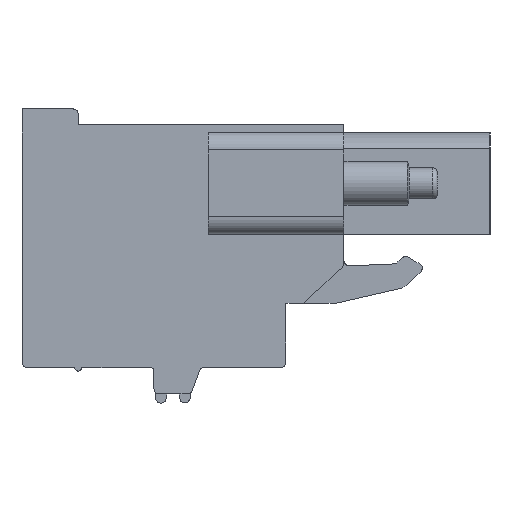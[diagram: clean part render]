
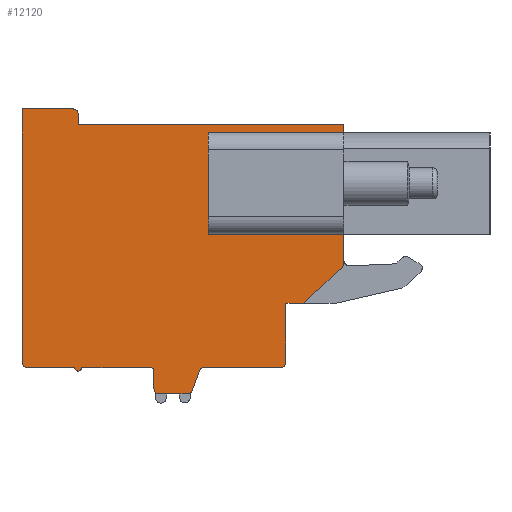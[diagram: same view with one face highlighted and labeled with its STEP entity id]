
A CAD part, left-side view. The second image highlights one B-rep face of the part: STEP entity #12120.
In plain terms, the highlighted planar face has unit normal (-1, 0, 0).
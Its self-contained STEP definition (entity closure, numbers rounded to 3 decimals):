
#2130=DIRECTION('',(0.,1.,0.));
#2131=VECTOR('',#2130,6.1);
#2132=CARTESIAN_POINT('',(-51.42,-4.06,0.73));
#2133=LINE('',#2132,#2131);
#2134=DIRECTION('',(0.,1.,0.));
#2135=VECTOR('',#2134,6.1);
#2136=CARTESIAN_POINT('',(-51.42,-4.06,6.53));
#2137=LINE('',#2136,#2135);
#2138=DIRECTION('',(0.,0.,-1.));
#2139=VECTOR('',#2138,7.87);
#2140=CARTESIAN_POINT('',(-51.42,-5.66,6.96));
#2141=LINE('',#2140,#2139);
#2142=CARTESIAN_POINT('',(-51.42,-5.36,-0.91));
#2143=DIRECTION('',(1.,0.,0.));
#2144=DIRECTION('',(0.,-1.,0.));
#2145=AXIS2_PLACEMENT_3D('',#2142,#2143,#2144);
#2147=DIRECTION('',(0.,0.731,-0.683));
#2148=VECTOR('',#2147,3.018);
#2149=CARTESIAN_POINT('',(-51.42,-5.565,-1.129));
#2150=LINE('',#2149,#2148);
#2151=DIRECTION('',(0.,1.,0.));
#2152=VECTOR('',#2151,1.);
#2153=CARTESIAN_POINT('',(-51.42,-3.36,-3.19));
#2154=LINE('',#2153,#2152);
#2155=DIRECTION('',(0.,0.,-1.));
#2156=VECTOR('',#2155,3.35);
#2157=CARTESIAN_POINT('',(-51.42,-2.36,-3.19));
#2158=LINE('',#2157,#2156);
#2159=CARTESIAN_POINT('',(-51.42,-2.06,-6.54));
#2160=DIRECTION('',(1.,0.,0.));
#2161=DIRECTION('',(0.,-1.,0.));
#2162=AXIS2_PLACEMENT_3D('',#2159,#2160,#2161);
#2164=DIRECTION('',(0.,1.,0.));
#2165=VECTOR('',#2164,4.34);
#2166=CARTESIAN_POINT('',(-51.42,-2.06,-6.84));
#2167=LINE('',#2166,#2165);
#2168=CARTESIAN_POINT('',(-51.42,2.28,-7.14));
#2169=DIRECTION('',(-1.,0.,0.));
#2170=DIRECTION('',(0.,0.,1.));
#2171=AXIS2_PLACEMENT_3D('',#2168,#2169,#2170);
#2173=DIRECTION('',(0.,0.345,-0.939));
#2174=VECTOR('',#2173,1.179);
#2175=CARTESIAN_POINT('',(-51.42,2.562,-7.037));
#2176=LINE('',#2175,#2174);
#2177=CARTESIAN_POINT('',(-51.42,3.25,-8.04));
#2178=DIRECTION('',(1.,0.,0.));
#2179=DIRECTION('',(0.,-0.939,-0.345));
#2180=AXIS2_PLACEMENT_3D('',#2177,#2178,#2179);
#2182=DIRECTION('',(0.,1.,0.));
#2183=VECTOR('',#2182,1.59);
#2184=CARTESIAN_POINT('',(-51.42,3.25,-8.34));
#2185=LINE('',#2184,#2183);
#2186=CARTESIAN_POINT('',(-51.42,4.84,-8.04));
#2187=DIRECTION('',(1.,0.,0.));
#2188=DIRECTION('',(0.,0.,-1.));
#2189=AXIS2_PLACEMENT_3D('',#2186,#2187,#2188);
#2191=DIRECTION('',(0.,0.,1.));
#2192=VECTOR('',#2191,1.);
#2193=CARTESIAN_POINT('',(-51.42,5.14,-8.04));
#2194=LINE('',#2193,#2192);
#2195=CARTESIAN_POINT('',(-51.42,5.34,-7.04));
#2196=DIRECTION('',(-1.,0.,0.));
#2197=DIRECTION('',(0.,-1.,0.));
#2198=AXIS2_PLACEMENT_3D('',#2195,#2196,#2197);
#2200=DIRECTION('',(0.,1.,0.));
#2201=VECTOR('',#2200,3.9);
#2202=CARTESIAN_POINT('',(-51.42,5.34,-6.84));
#2203=LINE('',#2202,#2201);
#2204=CARTESIAN_POINT('',(-51.42,9.44,-6.84));
#2205=DIRECTION('',(1.,0.,0.));
#2206=DIRECTION('',(0.,-1.,0.));
#2207=AXIS2_PLACEMENT_3D('',#2204,#2205,#2206);
#2209=DIRECTION('',(0.,1.,0.));
#2210=VECTOR('',#2209,2.7);
#2211=CARTESIAN_POINT('',(-51.42,9.64,-6.84));
#2212=LINE('',#2211,#2210);
#2213=CARTESIAN_POINT('',(-51.42,12.34,-6.54));
#2214=DIRECTION('',(1.,0.,0.));
#2215=DIRECTION('',(0.,0.,-1.));
#2216=AXIS2_PLACEMENT_3D('',#2213,#2214,#2215);
#2218=DIRECTION('',(0.,0.,1.));
#2219=VECTOR('',#2218,14.4);
#2220=CARTESIAN_POINT('',(-51.42,12.64,-6.54));
#2221=LINE('',#2220,#2219);
#2222=DIRECTION('',(0.,-1.,0.));
#2223=VECTOR('',#2222,2.9);
#2224=CARTESIAN_POINT('',(-51.42,12.64,7.86));
#2225=LINE('',#2224,#2223);
#2226=CARTESIAN_POINT('',(-51.42,9.74,7.56));
#2227=DIRECTION('',(1.,0.,0.));
#2228=DIRECTION('',(0.,0.,1.));
#2229=AXIS2_PLACEMENT_3D('',#2226,#2227,#2228);
#2231=DIRECTION('',(0.,0.,-1.));
#2232=VECTOR('',#2231,0.6);
#2233=CARTESIAN_POINT('',(-51.42,9.44,7.56));
#2234=LINE('',#2233,#2232);
#2235=DIRECTION('',(0.,-1.,0.));
#2236=VECTOR('',#2235,15.1);
#2237=CARTESIAN_POINT('',(-51.42,9.44,6.96));
#2238=LINE('',#2237,#2236);
#2290=DIRECTION('',(0.,0.,1.));
#2291=VECTOR('',#2290,5.8);
#2292=CARTESIAN_POINT('',(-51.42,2.04,0.73));
#2293=LINE('',#2292,#2291);
#2395=DIRECTION('',(0.,0.,1.));
#2396=VECTOR('',#2395,5.8);
#2397=CARTESIAN_POINT('',(-51.42,-4.06,0.73));
#2398=LINE('',#2397,#2396);
#6993=CARTESIAN_POINT('',(-51.42,9.44,6.96));
#6994=CARTESIAN_POINT('',(-51.42,-5.66,6.96));
#6995=VERTEX_POINT('',#6993);
#6996=VERTEX_POINT('',#6994);
#6997=CARTESIAN_POINT('',(-51.42,-5.66,-0.91));
#6998=CARTESIAN_POINT('',(-51.42,-5.565,-1.129));
#6999=VERTEX_POINT('',#6997);
#7000=VERTEX_POINT('',#6998);
#7001=CARTESIAN_POINT('',(-51.42,-3.36,-3.19));
#7002=VERTEX_POINT('',#7001);
#7003=CARTESIAN_POINT('',(-51.42,-2.36,-3.19));
#7004=VERTEX_POINT('',#7003);
#7005=CARTESIAN_POINT('',(-51.42,-2.36,-6.54));
#7006=VERTEX_POINT('',#7005);
#7007=CARTESIAN_POINT('',(-51.42,-2.06,-6.84));
#7008=VERTEX_POINT('',#7007);
#7009=CARTESIAN_POINT('',(-51.42,2.28,-6.84));
#7010=VERTEX_POINT('',#7009);
#7011=CARTESIAN_POINT('',(-51.42,2.562,-7.037));
#7012=VERTEX_POINT('',#7011);
#7013=CARTESIAN_POINT('',(-51.42,2.968,-8.143));
#7014=VERTEX_POINT('',#7013);
#7015=CARTESIAN_POINT('',(-51.42,3.25,-8.34));
#7016=VERTEX_POINT('',#7015);
#7017=CARTESIAN_POINT('',(-51.42,4.84,-8.34));
#7018=VERTEX_POINT('',#7017);
#7019=CARTESIAN_POINT('',(-51.42,5.14,-8.04));
#7020=VERTEX_POINT('',#7019);
#7021=CARTESIAN_POINT('',(-51.42,5.14,-7.04));
#7022=VERTEX_POINT('',#7021);
#7023=CARTESIAN_POINT('',(-51.42,5.34,-6.84));
#7024=VERTEX_POINT('',#7023);
#7025=CARTESIAN_POINT('',(-51.42,9.24,-6.84));
#7026=VERTEX_POINT('',#7025);
#7027=CARTESIAN_POINT('',(-51.42,9.64,-6.84));
#7028=VERTEX_POINT('',#7027);
#7029=CARTESIAN_POINT('',(-51.42,12.34,-6.84));
#7030=VERTEX_POINT('',#7029);
#7031=CARTESIAN_POINT('',(-51.42,12.64,-6.54));
#7032=VERTEX_POINT('',#7031);
#7033=CARTESIAN_POINT('',(-51.42,12.64,7.86));
#7034=VERTEX_POINT('',#7033);
#7035=CARTESIAN_POINT('',(-51.42,9.74,7.86));
#7036=VERTEX_POINT('',#7035);
#7037=CARTESIAN_POINT('',(-51.42,9.44,7.56));
#7038=VERTEX_POINT('',#7037);
#8971=CARTESIAN_POINT('',(-51.42,2.04,0.73));
#8972=CARTESIAN_POINT('',(-51.42,2.04,6.53));
#8973=VERTEX_POINT('',#8971);
#8974=VERTEX_POINT('',#8972);
#9007=CARTESIAN_POINT('',(-51.42,-4.06,0.73));
#9008=CARTESIAN_POINT('',(-51.42,-4.06,6.53));
#9009=VERTEX_POINT('',#9007);
#9010=VERTEX_POINT('',#9008);
#12058=CARTESIAN_POINT('',(-51.42,0.,0.));
#12059=DIRECTION('',(1.,0.,0.));
#12060=DIRECTION('',(0.,-1.,0.));
#12061=AXIS2_PLACEMENT_3D('',#12058,#12059,#12060);
#12062=PLANE('',#12061);
#12063=ORIENTED_EDGE('',*,*,#9259,.T.);
#12065=ORIENTED_EDGE('',*,*,#12064,.T.);
#12067=ORIENTED_EDGE('',*,*,#12066,.T.);
#12069=ORIENTED_EDGE('',*,*,#12068,.T.);
#12071=ORIENTED_EDGE('',*,*,#12070,.T.);
#12073=ORIENTED_EDGE('',*,*,#12072,.T.);
#12075=ORIENTED_EDGE('',*,*,#12074,.T.);
#12077=ORIENTED_EDGE('',*,*,#12076,.T.);
#12079=ORIENTED_EDGE('',*,*,#12078,.T.);
#12081=ORIENTED_EDGE('',*,*,#12080,.T.);
#12083=ORIENTED_EDGE('',*,*,#12082,.T.);
#12085=ORIENTED_EDGE('',*,*,#12084,.T.);
#12087=ORIENTED_EDGE('',*,*,#12086,.T.);
#12089=ORIENTED_EDGE('',*,*,#12088,.T.);
#12091=ORIENTED_EDGE('',*,*,#12090,.T.);
#12093=ORIENTED_EDGE('',*,*,#12092,.T.);
#12095=ORIENTED_EDGE('',*,*,#12094,.T.);
#12097=ORIENTED_EDGE('',*,*,#12096,.T.);
#12099=ORIENTED_EDGE('',*,*,#12098,.T.);
#12101=ORIENTED_EDGE('',*,*,#12100,.T.);
#12103=ORIENTED_EDGE('',*,*,#12102,.T.);
#12105=ORIENTED_EDGE('',*,*,#12104,.T.);
#12107=ORIENTED_EDGE('',*,*,#12106,.T.);
#12108=EDGE_LOOP('',(#12063,#12065,#12067,#12069,#12071,#12073,#12075,#12077,
#12079,#12081,#12083,#12085,#12087,#12089,#12091,#12093,#12095,#12097,#12099,
#12101,#12103,#12105,#12107));
#12109=FACE_OUTER_BOUND('',#12108,.F.);
#12111=ORIENTED_EDGE('',*,*,#12110,.F.);
#12113=ORIENTED_EDGE('',*,*,#12112,.T.);
#12115=ORIENTED_EDGE('',*,*,#12114,.T.);
#12117=ORIENTED_EDGE('',*,*,#12116,.F.);
#12118=EDGE_LOOP('',(#12111,#12113,#12115,#12117));
#12119=FACE_BOUND('',#12118,.F.);
#12120=ADVANCED_FACE('',(#12109,#12119),#12062,.F.);
#2146=CIRCLE('',#2145,0.3);
#2163=CIRCLE('',#2162,0.3);
#2172=CIRCLE('',#2171,0.3);
#2181=CIRCLE('',#2180,0.3);
#2190=CIRCLE('',#2189,0.3);
#2199=CIRCLE('',#2198,0.2);
#2208=CIRCLE('',#2207,0.2);
#2217=CIRCLE('',#2216,0.3);
#2230=CIRCLE('',#2229,0.3);
#9259=EDGE_CURVE('',#6996,#6999,#2141,.T.);
#12064=EDGE_CURVE('',#6999,#7000,#2146,.T.);
#12066=EDGE_CURVE('',#7000,#7002,#2150,.T.);
#12068=EDGE_CURVE('',#7002,#7004,#2154,.T.);
#12070=EDGE_CURVE('',#7004,#7006,#2158,.T.);
#12072=EDGE_CURVE('',#7006,#7008,#2163,.T.);
#12074=EDGE_CURVE('',#7008,#7010,#2167,.T.);
#12076=EDGE_CURVE('',#7010,#7012,#2172,.T.);
#12078=EDGE_CURVE('',#7012,#7014,#2176,.T.);
#12080=EDGE_CURVE('',#7014,#7016,#2181,.T.);
#12082=EDGE_CURVE('',#7016,#7018,#2185,.T.);
#12084=EDGE_CURVE('',#7018,#7020,#2190,.T.);
#12086=EDGE_CURVE('',#7020,#7022,#2194,.T.);
#12088=EDGE_CURVE('',#7022,#7024,#2199,.T.);
#12090=EDGE_CURVE('',#7024,#7026,#2203,.T.);
#12092=EDGE_CURVE('',#7026,#7028,#2208,.T.);
#12094=EDGE_CURVE('',#7028,#7030,#2212,.T.);
#12096=EDGE_CURVE('',#7030,#7032,#2217,.T.);
#12098=EDGE_CURVE('',#7032,#7034,#2221,.T.);
#12100=EDGE_CURVE('',#7034,#7036,#2225,.T.);
#12102=EDGE_CURVE('',#7036,#7038,#2230,.T.);
#12104=EDGE_CURVE('',#7038,#6995,#2234,.T.);
#12106=EDGE_CURVE('',#6995,#6996,#2238,.T.);
#12110=EDGE_CURVE('',#9009,#8973,#2133,.T.);
#12112=EDGE_CURVE('',#9009,#9010,#2398,.T.);
#12114=EDGE_CURVE('',#9010,#8974,#2137,.T.);
#12116=EDGE_CURVE('',#8973,#8974,#2293,.T.);
